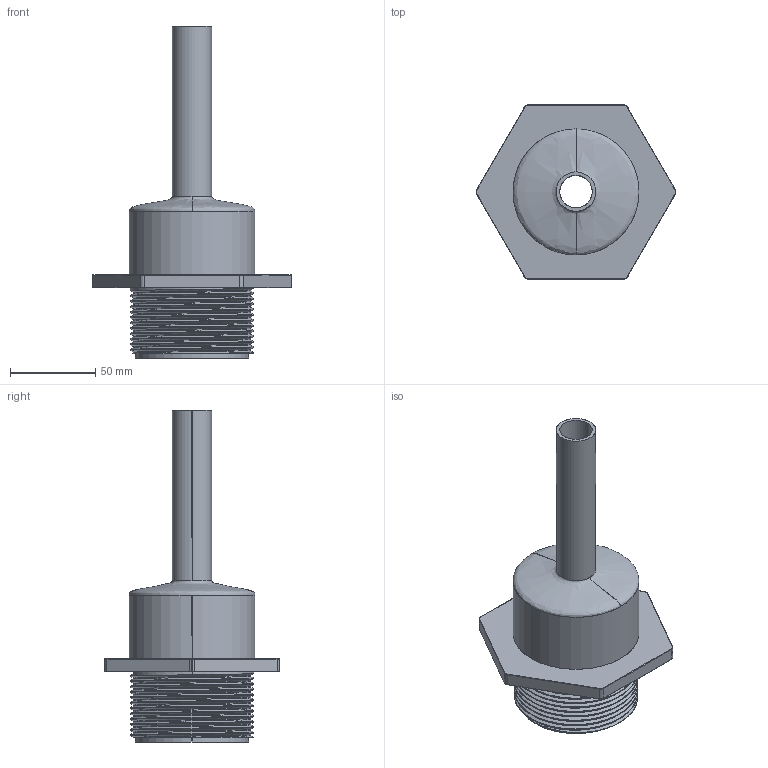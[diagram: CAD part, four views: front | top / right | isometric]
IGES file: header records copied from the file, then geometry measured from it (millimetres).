
Start section: SolidWorks IGES file using analytic representation for surfaces
Global section: file name: NUP-5.IGS; native system: SolidWorks 2025; preprocessor: SolidWorks 2025; author: mjones; date: 260319.133734; units: inch
Bounding box: 117.41 x 102.36 x 194.94 mm (x, y, z)
Surface area: 93121.2 mm2 (no closed solid volume)
Topology: 0 solids, 0 shells, 121 faces, 2886 edges, 2886 vertices
Faces by surface type: revolution 85, bspline 36
